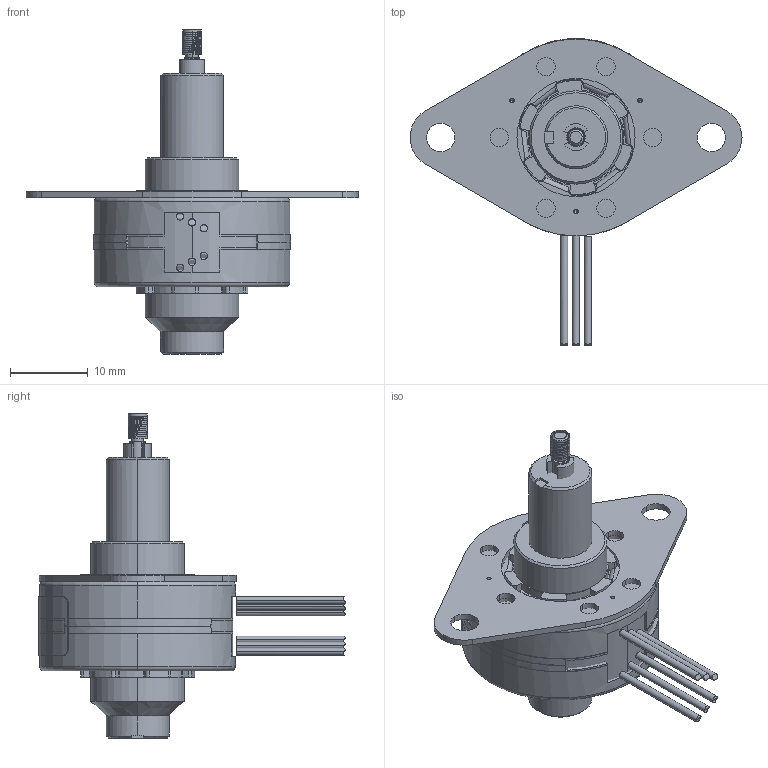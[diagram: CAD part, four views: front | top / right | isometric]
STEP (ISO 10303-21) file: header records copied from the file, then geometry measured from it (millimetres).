
FILE_DESCRIPTION((''),'2;1');
FILE_NAME('26DAM-K_ASM','2015-10-26T',('sandip.dhanwate'),(''),'PRO/ENGINEER BY PARAMETRIC TECHNOLOGY CORPORATION, 2014310','PRO/ENGINEER BY PARAMETRIC TECHNOLOGY CORPORATION, 2014310','');
FILE_SCHEMA(('CONFIG_CONTROL_DESIGN'));
Length unit declared in the file: inch
Products named in the file (15): 053-5078-001; 149-5156-001; 584-5219-002_ASM; 700-5090-001_ASM; 059-5541-BENT; 017-5032-001; 017-5033-001; PRT0001; 230-0170; PRT0002; PRT0003; PRT0004; 190-0875-001_AF0; 190-0876-002_ASM; 26DAM-K_ASM
Assembly tree (17 placements, depth 4):
  26DAM-K_ASM
    700-5090-001_ASM
      584-5219-002_ASM
        053-5078-001
        149-5156-001
    059-5541-BENT
    053-5078-001
    017-5032-001
    017-5033-001
    PRT0001
    230-0170  x3
    PRT0002
    PRT0003
    PRT0004
    190-0876-002_ASM
      190-0875-001_AF0
Bounding box: 42.82 x 39.51 x 41.79 mm (x, y, z)
Volume: 8396.1 mm3; surface area: 8011.8 mm2
Topology: 14 solids, 15 shells, 528 faces, 1389 edges, 891 vertices
Faces by surface type: cylinder 258, plane 198, bspline 40, sphere 12, cone 8, torus 6, extrusion 6
Entity records: 17622 total; most frequent: CARTESIAN_POINT 7605, ORIENTED_EDGE 2072, DIRECTION 1971, EDGE_CURVE 1038, AXIS2_PLACEMENT_3D 743, VERTEX_POINT 676, VECTOR 485, LINE 481
